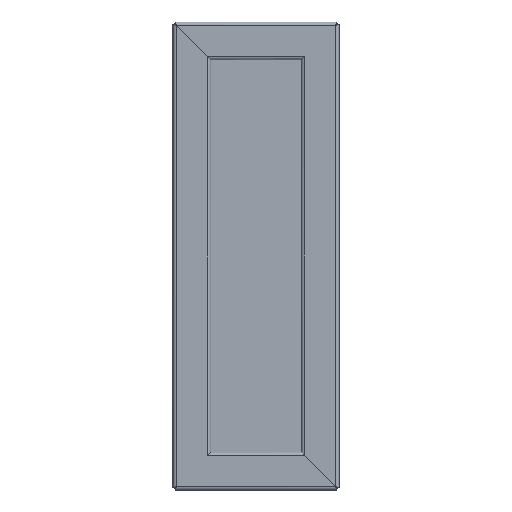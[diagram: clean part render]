
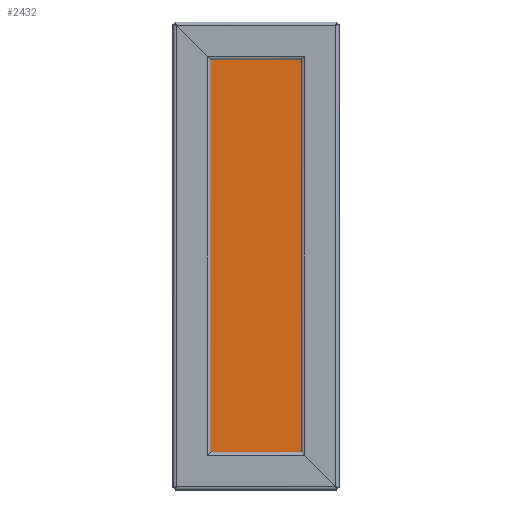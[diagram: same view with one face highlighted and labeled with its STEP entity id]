
A CAD part, front view. The second image highlights one B-rep face of the part: STEP entity #2432.
In plain terms, the highlighted planar face has unit normal (0, -1, 0).
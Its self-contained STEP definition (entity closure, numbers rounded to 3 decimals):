
#2432 = ADVANCED_FACE( '', ( #4773 ), #4774, .T. );
#4773 = FACE_OUTER_BOUND( '', #7645, .T. );
#4774 = PLANE( '', #7646 );
#7645 = EDGE_LOOP( '', ( #15375, #15376, #15377, #15378 ) );
#7646 = AXIS2_PLACEMENT_3D( '', #15379, #15380, #15381 );
#15375 = ORIENTED_EDGE( '', *, *, #17464, .T. );
#15376 = ORIENTED_EDGE( '', *, *, #17579, .T. );
#15377 = ORIENTED_EDGE( '', *, *, #17821, .T. );
#15378 = ORIENTED_EDGE( '', *, *, #16521, .T. );
#15379 = CARTESIAN_POINT( '', ( 0., 0., 0. ) );
#15380 = DIRECTION( '', ( 0., -1., 0. ) );
#15381 = DIRECTION( '', ( 0., 0., -1. ) );
#16521 = EDGE_CURVE( '', #19395, #19396, #19397, .T. );
#17464 = EDGE_CURVE( '', #19396, #20683, #20684, .T. );
#17579 = EDGE_CURVE( '', #20683, #20817, #20818, .T. );
#17821 = EDGE_CURVE( '', #20817, #19395, #21071, .T. );
#19395 = VERTEX_POINT( '', #26335 );
#19396 = VERTEX_POINT( '', #26336 );
#19397 = LINE( '', #26337, #26338 );
#20683 = VERTEX_POINT( '', #30165 );
#20684 = LINE( '', #30166, #30167 );
#20817 = VERTEX_POINT( '', #30429 );
#20818 = LINE( '', #30430, #30431 );
#21071 = LINE( '', #30938, #30939 );
#26335 = CARTESIAN_POINT( '', ( 49.213, 0., 176.213 ) );
#26336 = CARTESIAN_POINT( '', ( -49.213, 0., 176.213 ) );
#26337 = CARTESIAN_POINT( '', ( 49.213, 0., 176.213 ) );
#26338 = VECTOR( '', #31249, 1000. );
#30165 = CARTESIAN_POINT( '', ( -49.213, 0., -176.213 ) );
#30166 = CARTESIAN_POINT( '', ( -49.213, 0., 176.213 ) );
#30167 = VECTOR( '', #31642, 1000. );
#30429 = CARTESIAN_POINT( '', ( 49.213, 0., -176.213 ) );
#30430 = CARTESIAN_POINT( '', ( -49.213, 0., -176.213 ) );
#30431 = VECTOR( '', #31684, 1000. );
#30938 = CARTESIAN_POINT( '', ( 49.213, 0., -176.213 ) );
#30939 = VECTOR( '', #31738, 1000. );
#31249 = DIRECTION( '', ( -1., 0., 0. ) );
#31642 = DIRECTION( '', ( 0., 0., -1. ) );
#31684 = DIRECTION( '', ( 1., 0., 0. ) );
#31738 = DIRECTION( '', ( 0., 0., 1. ) );
